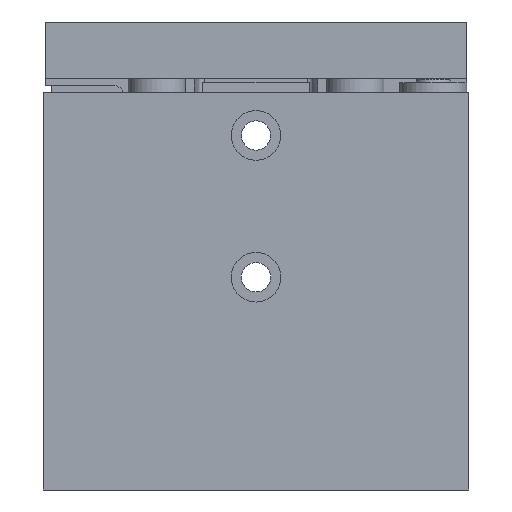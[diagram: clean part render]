
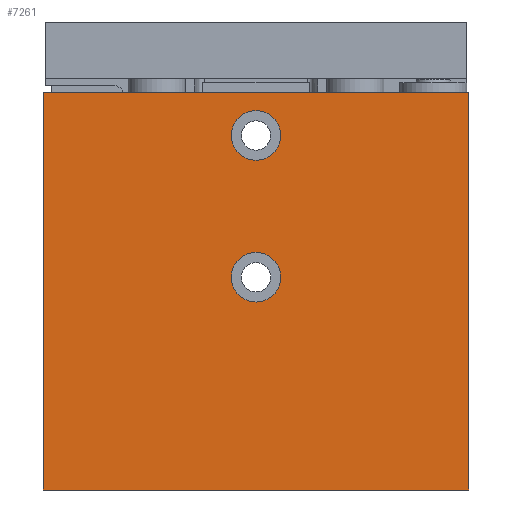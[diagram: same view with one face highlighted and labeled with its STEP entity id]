
A CAD part, front view. The second image highlights one B-rep face of the part: STEP entity #7261.
In plain terms, the highlighted planar face has unit normal (0, -1, 0).
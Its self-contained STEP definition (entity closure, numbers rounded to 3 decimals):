
#86=LINE('',#10632,#524);
#120=LINE('',#10708,#558);
#142=LINE('',#10800,#580);
#143=LINE('',#10806,#581);
#524=VECTOR('',#8534,1000.);
#558=VECTOR('',#8586,1000.);
#580=VECTOR('',#8656,1000.);
#581=VECTOR('',#8663,1000.);
#959=PLANE('',#7710);
#1245=ORIENTED_EDGE('',*,*,#2970,.F.);
#1246=ORIENTED_EDGE('',*,*,#2971,.F.);
#1247=ORIENTED_EDGE('',*,*,#2889,.F.);
#1248=ORIENTED_EDGE('',*,*,#2969,.F.);
#1249=ORIENTED_EDGE('',*,*,#2927,.T.);
#1250=ORIENTED_EDGE('',*,*,#2972,.T.);
#2889=EDGE_CURVE('',#3758,#3759,#86,.T.);
#2927=EDGE_CURVE('',#3792,#3791,#120,.T.);
#2969=EDGE_CURVE('',#3792,#3758,#142,.T.);
#2970=EDGE_CURVE('',#3828,#3828,#4397,.T.);
#2971=EDGE_CURVE('',#3829,#3829,#4398,.T.);
#2972=EDGE_CURVE('',#3791,#3759,#143,.T.);
#3758=VERTEX_POINT('',#10631);
#3759=VERTEX_POINT('',#10633);
#3791=VERTEX_POINT('',#10707);
#3792=VERTEX_POINT('',#10709);
#3828=VERTEX_POINT('',#10803);
#3829=VERTEX_POINT('',#10805);
#4397=CIRCLE('',#7711,3.5);
#4398=CIRCLE('',#7712,3.5);
#4798=EDGE_LOOP('',(#1245));
#4799=EDGE_LOOP('',(#1246));
#4800=EDGE_LOOP('',(#1247,#1248,#1249,#1250));
#5368=FACE_BOUND('',#4798,.T.);
#5369=FACE_BOUND('',#4799,.T.);
#5370=FACE_BOUND('',#4800,.T.);
#7261=ADVANCED_FACE('',(#5368,#5369,#5370),#959,.T.);
#7710=AXIS2_PLACEMENT_3D('',#10801,#8657,#8658);
#7711=AXIS2_PLACEMENT_3D('',#10802,#8659,#8660);
#7712=AXIS2_PLACEMENT_3D('',#10804,#8661,#8662);
#8534=DIRECTION('',(1.,0.,0.));
#8586=DIRECTION('',(1.,0.,0.));
#8656=DIRECTION('',(0.,0.,1.));
#8657=DIRECTION('',(0.,-1.,0.));
#8658=DIRECTION('',(0.,0.,-1.));
#8659=DIRECTION('',(0.,-1.,0.));
#8660=DIRECTION('',(0.,0.,-1.));
#8661=DIRECTION('',(0.,-1.,0.));
#8662=DIRECTION('',(0.,0.,-1.));
#8663=DIRECTION('',(0.,0.,1.));
#10631=CARTESIAN_POINT('',(-30.,0.,0.));
#10632=CARTESIAN_POINT('',(-30.,0.,0.));
#10633=CARTESIAN_POINT('',(30.,0.,0.));
#10707=CARTESIAN_POINT('',(30.,0.,-56.));
#10708=CARTESIAN_POINT('',(-30.,0.,-56.));
#10709=CARTESIAN_POINT('',(-30.,0.,-56.));
#10800=CARTESIAN_POINT('',(-30.,0.,-56.));
#10801=CARTESIAN_POINT('',(-30.,0.,-56.));
#10802=CARTESIAN_POINT('',(0.,0.,-26.));
#10803=CARTESIAN_POINT('',(0.,0.,-29.5));
#10804=CARTESIAN_POINT('',(0.,0.,-6.));
#10805=CARTESIAN_POINT('',(0.,0.,-9.5));
#10806=CARTESIAN_POINT('',(30.,0.,-56.));
